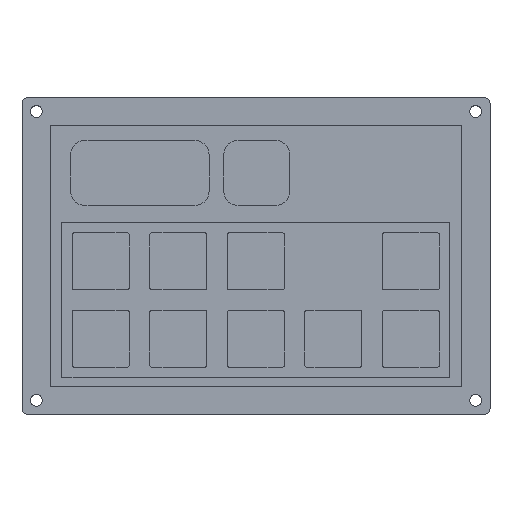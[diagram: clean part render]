
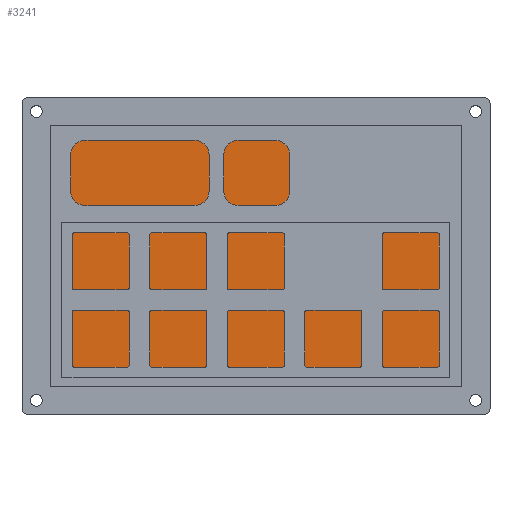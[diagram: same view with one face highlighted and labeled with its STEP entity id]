
A CAD part, top view. The second image highlights one B-rep face of the part: STEP entity #3241.
In plain terms, the highlighted planar face has unit normal (0, 0, 1).
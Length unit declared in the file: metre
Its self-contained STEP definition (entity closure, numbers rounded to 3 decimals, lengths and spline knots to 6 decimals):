
#1047=ORIENTED_EDGE('',*,*,#1545,.F.);
#1048=ORIENTED_EDGE('',*,*,#1549,.T.);
#1049=ORIENTED_EDGE('',*,*,#1552,.T.);
#1050=ORIENTED_EDGE('',*,*,#1554,.F.);
#1545=EDGE_CURVE('',#1873,#1874,#2189,.T.);
#1549=EDGE_CURVE('',#1873,#1876,#2193,.T.);
#1552=EDGE_CURVE('',#1876,#1878,#2196,.T.);
#1554=EDGE_CURVE('',#1874,#1878,#2198,.T.);
#1873=VERTEX_POINT('',#5390);
#1874=VERTEX_POINT('',#5392);
#1876=VERTEX_POINT('',#5398);
#1878=VERTEX_POINT('',#5404);
#2189=LINE('',#5391,#2505);
#2193=LINE('',#5399,#2509);
#2196=LINE('',#5405,#2512);
#2198=LINE('',#5408,#2514);
#2505=VECTOR('',#4449,1.);
#2509=VECTOR('',#4455,1.);
#2512=VECTOR('',#4460,1.);
#2514=VECTOR('',#4464,1.);
#2737=EDGE_LOOP('',(#1047,#1048,#1049,#1050));
#2965=FACE_BOUND('',#2737,.T.);
#3083=PLANE('',#3592);
#3241=ADVANCED_FACE('',(#2965),#3083,.T.);
#3592=AXIS2_PLACEMENT_3D('',#5409,#4465,#4466);
#4449=DIRECTION('',(0.,-1.,0.));
#4455=DIRECTION('',(-1.,0.,0.));
#4460=DIRECTION('',(0.,-1.,0.));
#4464=DIRECTION('',(-1.,0.,0.));
#4465=DIRECTION('',(0.,0.,1.));
#4466=DIRECTION('',(1.,0.,0.));
#5390=CARTESIAN_POINT('',(0.0505,0.032,0.0076));
#5391=CARTESIAN_POINT('',(0.0505,0.,0.0076));
#5392=CARTESIAN_POINT('',(0.0505,-0.032,0.0076));
#5398=CARTESIAN_POINT('',(-0.0505,0.032,0.0076));
#5399=CARTESIAN_POINT('',(0.,0.032,0.0076));
#5404=CARTESIAN_POINT('',(-0.0505,-0.032,0.0076));
#5405=CARTESIAN_POINT('',(-0.0505,0.,0.0076));
#5408=CARTESIAN_POINT('',(0.,-0.032,0.0076));
#5409=CARTESIAN_POINT('',(0.,0.,0.0076));
